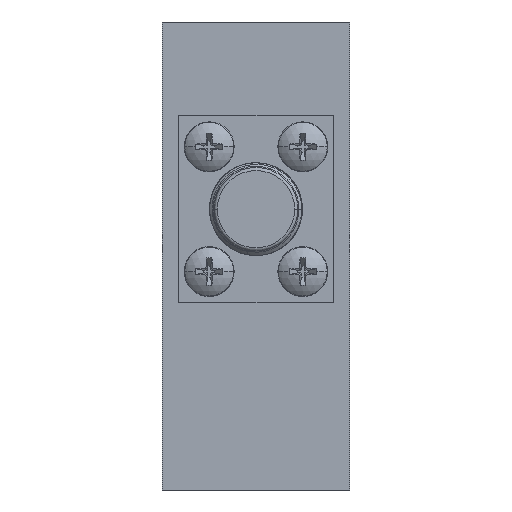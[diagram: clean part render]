
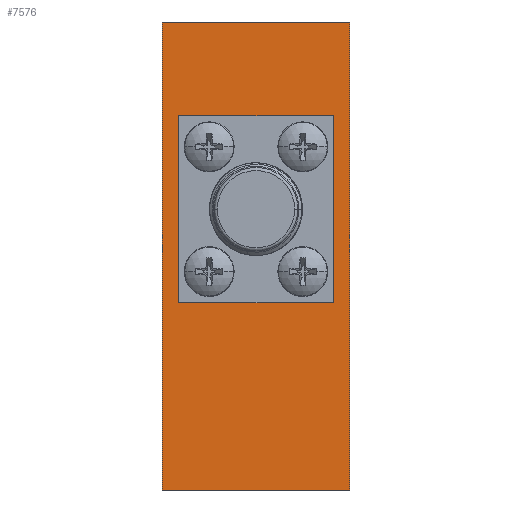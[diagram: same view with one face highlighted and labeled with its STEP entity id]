
A CAD part, left-side view. The second image highlights one B-rep face of the part: STEP entity #7576.
In plain terms, the highlighted planar face has unit normal (-1, 0, 0).
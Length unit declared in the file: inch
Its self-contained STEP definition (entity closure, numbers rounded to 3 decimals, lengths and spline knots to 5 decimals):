
#189 = VERTEX_POINT ( 'NONE', #10446 ) ;
#1012 = DIRECTION ( 'NONE',  ( 0., 1., 0. ) ) ;
#2479 = LINE ( 'NONE', #5793, #15757 ) ;
#2499 = CARTESIAN_POINT ( 'NONE',  ( -2.3622, 0.23622, -0.59055 ) ) ;
#2756 = EDGE_LOOP ( 'NONE', ( #19841, #13434, #9599, #7608 ) ) ;
#2793 = EDGE_CURVE ( 'NONE', #19530, #11301, #4175, .T. ) ;
#3046 = DIRECTION ( 'NONE',  ( 0., 0., 1. ) ) ;
#3074 = EDGE_CURVE ( 'NONE', #7795, #11301, #2479, .T. ) ;
#3630 = EDGE_CURVE ( 'NONE', #189, #7795, #14476, .T. ) ;
#4175 = LINE ( 'NONE', #14377, #15736 ) ;
#4522 = EDGE_CURVE ( 'NONE', #189, #19530, #7263, .T. ) ;
#5793 = CARTESIAN_POINT ( 'NONE',  ( -2.3622, -0.23622, 0.59055 ) ) ;
#7263 = LINE ( 'NONE', #13918, #10007 ) ;
#7396 = FACE_OUTER_BOUND ( 'NONE', #2756, .T. ) ;
#7576 = ADVANCED_FACE ( 'NONE', ( #7396 ), #9378, .T. ) ;
#7608 = ORIENTED_EDGE ( 'NONE', *, *, #3630, .T. ) ;
#7795 = VERTEX_POINT ( 'NONE', #17075 ) ;
#9378 = PLANE ( 'NONE',  #19238 ) ;
#9477 = DIRECTION ( 'NONE',  ( 0., 0., 1. ) ) ;
#9599 = ORIENTED_EDGE ( 'NONE', *, *, #4522, .F. ) ;
#10007 = VECTOR ( 'NONE', #20588, 39.37008 ) ;
#10446 = CARTESIAN_POINT ( 'NONE',  ( -2.3622, -0.23622, -0.59055 ) ) ;
#11301 = VERTEX_POINT ( 'NONE', #18729 ) ;
#12196 = CARTESIAN_POINT ( 'NONE',  ( -2.3622, -0.23622, -0.59055 ) ) ;
#12198 = DIRECTION ( 'NONE',  ( 0., 0., 1. ) ) ;
#12849 = CARTESIAN_POINT ( 'NONE',  ( -2.3622, -0.23622, -0.59055 ) ) ;
#13434 = ORIENTED_EDGE ( 'NONE', *, *, #2793, .F. ) ;
#13918 = CARTESIAN_POINT ( 'NONE',  ( -2.3622, -0.23622, -0.59055 ) ) ;
#14125 = VECTOR ( 'NONE', #3046, 39.37008 ) ;
#14377 = CARTESIAN_POINT ( 'NONE',  ( -2.3622, 0.23622, -0.59055 ) ) ;
#14476 = LINE ( 'NONE', #12849, #14125 ) ;
#15736 = VECTOR ( 'NONE', #12198, 39.37008 ) ;
#15757 = VECTOR ( 'NONE', #1012, 39.37008 ) ;
#17075 = CARTESIAN_POINT ( 'NONE',  ( -2.3622, -0.23622, 0.59055 ) ) ;
#18729 = CARTESIAN_POINT ( 'NONE',  ( -2.3622, 0.23622, 0.59055 ) ) ;
#18842 = DIRECTION ( 'NONE',  ( -1., 0., 0. ) ) ;
#19238 = AXIS2_PLACEMENT_3D ( 'NONE', #12196, #18842, #9477 ) ;
#19530 = VERTEX_POINT ( 'NONE', #2499 ) ;
#19841 = ORIENTED_EDGE ( 'NONE', *, *, #3074, .T. ) ;
#20588 = DIRECTION ( 'NONE',  ( 0., 1., 0. ) ) ;
